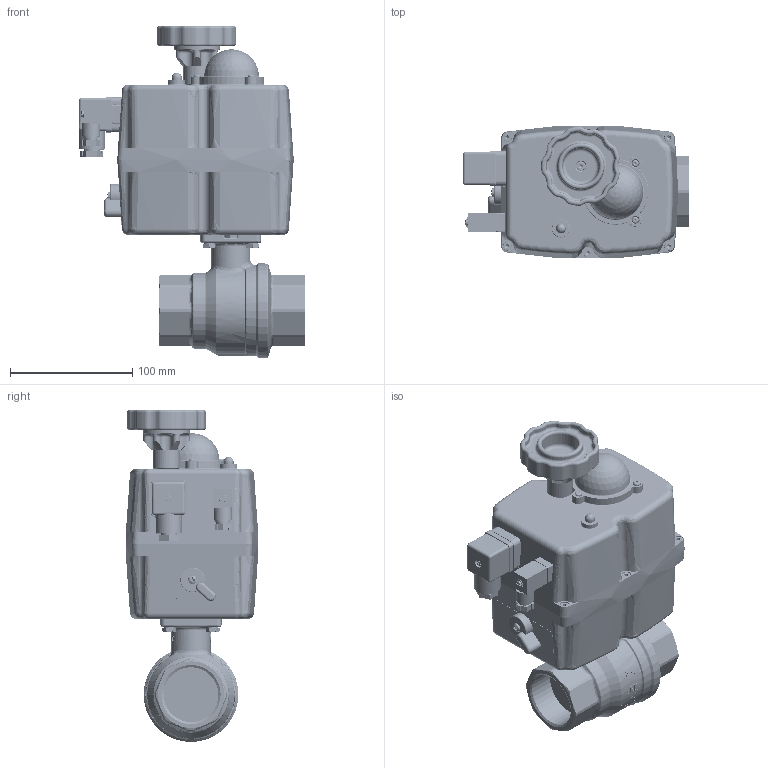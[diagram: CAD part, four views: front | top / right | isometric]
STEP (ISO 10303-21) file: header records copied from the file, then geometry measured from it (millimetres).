
FILE_DESCRIPTION(('STEP AP214'),'1');
FILE_NAME('valve_ake964-1_1_2_-s20.stp','2018-06-14T12:24:31',('TraceParts'),('TraceParts S.A.'),'Spatial InterOp 3D',' ',' ');
FILE_SCHEMA(('automotive_design'));
Length unit declared in the file: millimetre
Products named in the file (61): valve_ake964-1_1_2_-s20_1; valve_ake964-1_1_2_-s20_2; valve_ake964-1_1_2_-s20_3; valve_ake964-1_1_2_-s20_4; valve_ake964-1_1_2_-s20_5; valve_ake964-1_1_2_-s20_6; valve_ake964-1_1_2_-s20_7; valve_ake964-1_1_2_-s20_8; valve_ake964-1_1_2_-s20_9; valve_ake964-1_1_2_-s20_10; valve_ake964-1_1_2_-s20_11; valve_ake964-1_1_2_-s20_12; valve_ake964-1_1_2_-s20_13; valve_ake964-1_1_2_-s20_14; valve_ake964-1_1_2_-s20_15; valve_ake964-1_1_2_-s20_16; valve_ake964-1_1_2_-s20_17; valve_ake964-1_1_2_-s20_18; valve_ake964-1_1_2_-s20_19; valve_ake964-1_1_2_-s20_20; valve_ake964-1_1_2_-s20_21; valve_ake964-1_1_2_-s20_22; valve_ake964-1_1_2_-s20_23; valve_ake964-1_1_2_-s20_24; valve_ake964-1_1_2_-s20_25; valve_ake964-1_1_2_-s20_26; valve_ake964-1_1_2_-s20_27; valve_ake964-1_1_2_-s20_28; valve_ake964-1_1_2_-s20_29; valve_ake964-1_1_2_-s20_30; valve_ake964-1_1_2_-s20_31; valve_ake964-1_1_2_-s20_32; valve_ake964-1_1_2_-s20_33; valve_ake964-1_1_2_-s20_34; valve_ake964-1_1_2_-s20_35; valve_ake964-1_1_2_-s20_36; valve_ake964-1_1_2_-s20_37; valve_ake964-1_1_2_-s20_38; valve_ake964-1_1_2_-s20_39; valve_ake964-1_1_2_-s20_40 ...
Bounding box: 185.71 x 108.76 x 271.75 mm (x, y, z)
Volume: 857443.2 mm3; surface area: 319924.1 mm2
Topology: 61 solids, 63 shells, 5694 faces, 14089 edges, 8616 vertices
Faces by surface type: cylinder 1773, plane 1435, cone 1200, torus 767, bspline 380, sphere 139
Entity records: 259197 total; most frequent: CARTESIAN_POINT 76425, DIRECTION 30072, ORIENTED_EDGE 27934, EDGE_CURVE 13967, AXIS2_PLACEMENT_3D 12175, VERTEX_POINT 8616, CIRCLE 6623, EDGE_LOOP 6079
